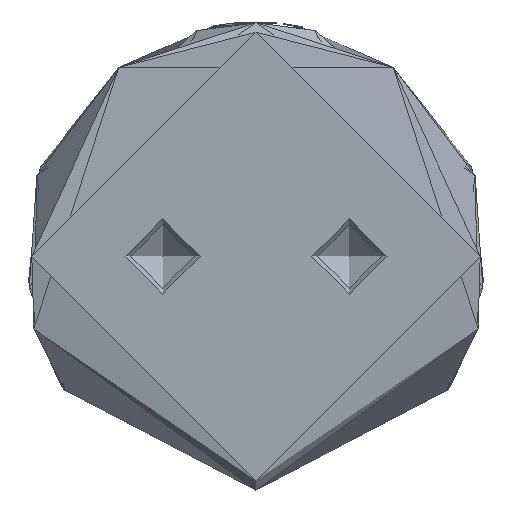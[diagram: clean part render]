
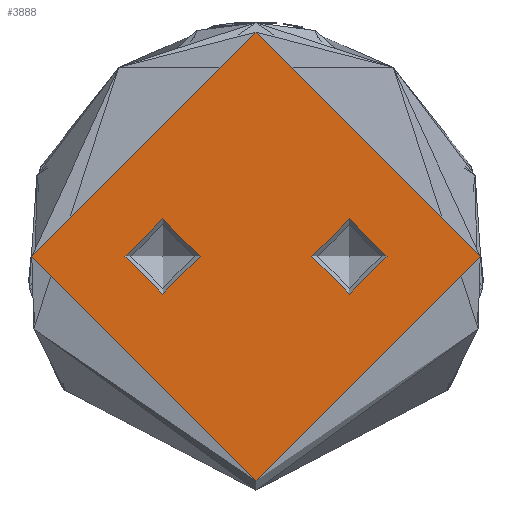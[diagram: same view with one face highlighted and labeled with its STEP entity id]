
A CAD part, front view. The second image highlights one B-rep face of the part: STEP entity #3888.
In plain terms, the highlighted face is planar.
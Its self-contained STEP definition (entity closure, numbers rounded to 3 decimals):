
#84 = VERTEX_POINT ( 'NONE', #4398 ) ;
#300 = CARTESIAN_POINT ( 'NONE',  ( 0., -24., 0. ) ) ;
#346 = DIRECTION ( 'NONE',  ( 1., 0., 0. ) ) ;
#517 = DIRECTION ( 'NONE',  ( 0., 0., -1. ) ) ;
#984 = EDGE_CURVE ( 'NONE', #84, #84, #2298, .T. ) ;
#990 = DIRECTION ( 'NONE',  ( 0., 1., 0. ) ) ;
#1037 = CARTESIAN_POINT ( 'NONE',  ( 10., 0., 0. ) ) ;
#1210 = AXIS2_PLACEMENT_3D ( 'NONE', #5829, #3079, #346 ) ;
#1511 = DIRECTION ( 'NONE',  ( 1., 0., 0. ) ) ;
#1596 = CARTESIAN_POINT ( 'NONE',  ( 0., 0., 0. ) ) ;
#1706 = AXIS2_PLACEMENT_3D ( 'NONE', #3277, #517, #990 ) ;
#1819 = FACE_OUTER_BOUND ( 'NONE', #2332, .T. ) ;
#1823 = FACE_BOUND ( 'NONE', #5051, .T. ) ;
#1953 = FACE_BOUND ( 'NONE', #5417, .T. ) ;
#2055 = DIRECTION ( 'NONE',  ( 0., -1., 0. ) ) ;
#2212 = CIRCLE ( 'NONE', #2256, 24. ) ;
#2256 = AXIS2_PLACEMENT_3D ( 'NONE', #1596, #4808, #2055 ) ;
#2298 = CIRCLE ( 'NONE', #2380, 4.025 ) ;
#2332 = EDGE_LOOP ( 'NONE', ( #5630 ) ) ;
#2380 = AXIS2_PLACEMENT_3D ( 'NONE', #1037, #4260, #1511 ) ;
#3079 = DIRECTION ( 'NONE',  ( 0., 0., 1. ) ) ;
#3277 = CARTESIAN_POINT ( 'NONE',  ( 0., 24., 0. ) ) ;
#3538 = CIRCLE ( 'NONE', #1210, 4.025 ) ;
#3546 = EDGE_CURVE ( 'NONE', #4548, #4548, #3538, .T. ) ;
#3733 = PLANE ( 'NONE',  #1706 ) ;
#3888 = ADVANCED_FACE ( 'NONE', ( #1823, #1953, #1819 ), #3733, .F. ) ;
#3945 = CARTESIAN_POINT ( 'NONE',  ( -5.975, 0., 0. ) ) ;
#4207 = ORIENTED_EDGE ( 'NONE', *, *, #984, .F. ) ;
#4245 = VERTEX_POINT ( 'NONE', #300 ) ;
#4260 = DIRECTION ( 'NONE',  ( 0., 0., 1. ) ) ;
#4398 = CARTESIAN_POINT ( 'NONE',  ( 14.025, 0., 0. ) ) ;
#4548 = VERTEX_POINT ( 'NONE', #3945 ) ;
#4808 = DIRECTION ( 'NONE',  ( 0., 0., 1. ) ) ;
#5051 = EDGE_LOOP ( 'NONE', ( #5399 ) ) ;
#5399 = ORIENTED_EDGE ( 'NONE', *, *, #3546, .F. ) ;
#5417 = EDGE_LOOP ( 'NONE', ( #4207 ) ) ;
#5630 = ORIENTED_EDGE ( 'NONE', *, *, #5826, .T. ) ;
#5826 = EDGE_CURVE ( 'NONE', #4245, #4245, #2212, .T. ) ;
#5829 = CARTESIAN_POINT ( 'NONE',  ( -10., 0., 0. ) ) ;
